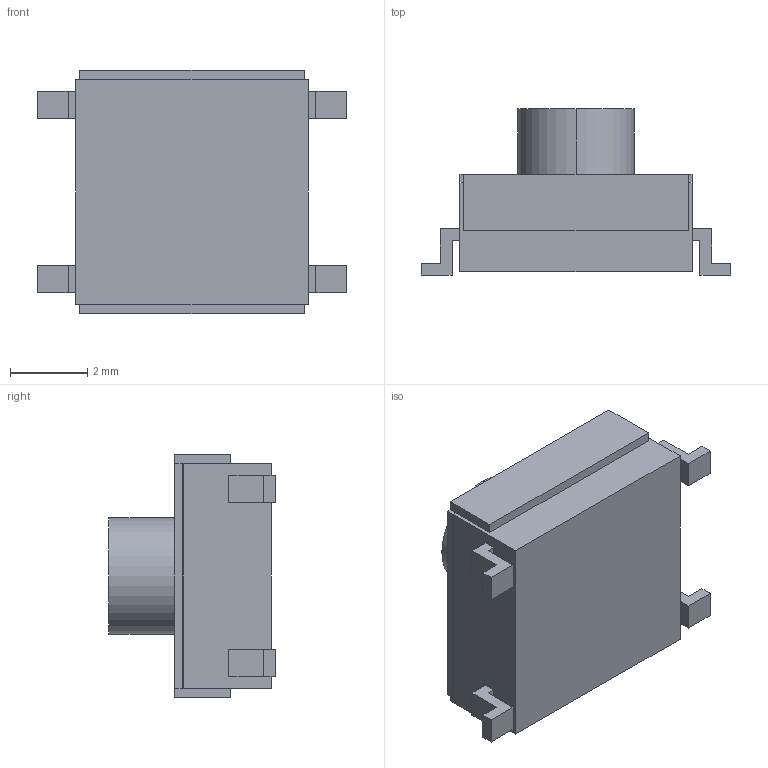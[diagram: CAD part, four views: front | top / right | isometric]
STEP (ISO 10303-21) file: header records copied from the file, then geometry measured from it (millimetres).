
FILE_DESCRIPTION(('FreeCAD Model'),'2;1');
FILE_NAME('Open CASCADE Shape Model','2024-09-22T12:37:23',('Author'),( ''),'Open CASCADE STEP processor 7.6','FreeCAD','Unknown');
FILE_SCHEMA(('AUTOMOTIVE_DESIGN { 1 0 10303 214 1 1 1 1 }'));
Length unit declared in the file: millimetre
Products named in the file (1): B3FS_101[]
Bounding box: 8 x 4.3 x 6.3 mm (x, y, z)
Volume: 104.7 mm3; surface area: 176.6 mm2
Topology: 1 solids, 1 shells, 67 faces, 178 edges, 116 vertices
Faces by surface type: plane 65, cylinder 2
Entity records: 2459 total; most frequent: CARTESIAN_POINT 362, ORIENTED_EDGE 356, DIRECTION 318, EDGE_CURVE 178, LINE 174, VECTOR 174, VERTEX_POINT 116, FACE_BOUND 74
